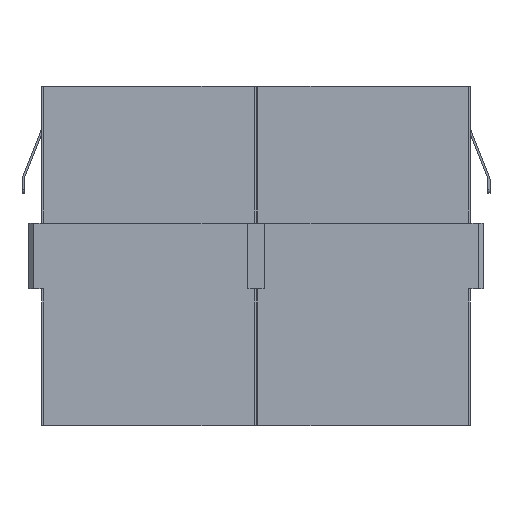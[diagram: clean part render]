
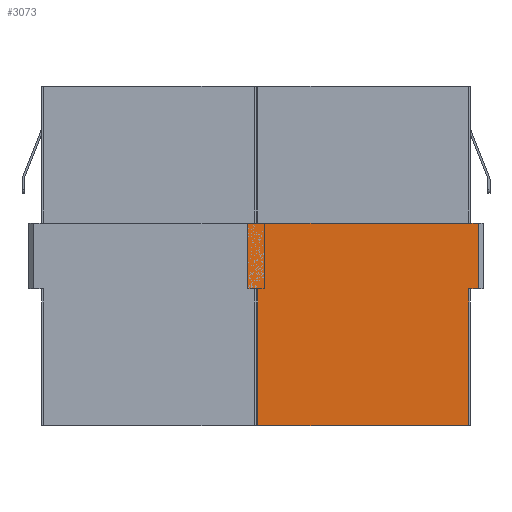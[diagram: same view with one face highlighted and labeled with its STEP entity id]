
A CAD part, left-side view. The second image highlights one B-rep face of the part: STEP entity #3073.
In plain terms, the highlighted planar face has unit normal (-1, 0, 0).
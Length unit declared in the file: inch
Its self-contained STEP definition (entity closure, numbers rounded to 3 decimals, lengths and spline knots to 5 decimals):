
#180 = ORIENTED_EDGE ( 'NONE', *, *, #8242, .T. ) ;
#573 = DIRECTION ( 'NONE',  ( 0., 1., 0. ) ) ;
#781 = ORIENTED_EDGE ( 'NONE', *, *, #3260, .T. ) ;
#1060 = CARTESIAN_POINT ( 'NONE',  ( -0.19291, -0.27571, 0. ) ) ;
#1096 = DIRECTION ( 'NONE',  ( 0., 0., -1. ) ) ;
#1225 = VERTEX_POINT ( 'NONE', #6448 ) ;
#1351 = VECTOR ( 'NONE', #14938, 39.37008 ) ;
#1371 = DIRECTION ( 'NONE',  ( 0., -1., 0. ) ) ;
#1510 = LINE ( 'NONE', #7128, #12903 ) ;
#1817 = VECTOR ( 'NONE', #573, 39.37008 ) ;
#1874 = ORIENTED_EDGE ( 'NONE', *, *, #11766, .T. ) ;
#2000 = VERTEX_POINT ( 'NONE', #14073 ) ;
#2001 = CARTESIAN_POINT ( 'NONE',  ( -0.19291, 0.27571, -0.15748 ) ) ;
#2012 = CARTESIAN_POINT ( 'NONE',  ( -0.19291, 0.25197, -0.48425 ) ) ;
#2082 = VERTEX_POINT ( 'NONE', #1060 ) ;
#2298 = ORIENTED_EDGE ( 'NONE', *, *, #10837, .T. ) ;
#2500 = VERTEX_POINT ( 'NONE', #6628 ) ;
#2553 = CARTESIAN_POINT ( 'NONE',  ( -0.19291, 0.27571, -0.15748 ) ) ;
#2696 = LINE ( 'NONE', #13370, #1817 ) ;
#2940 = LINE ( 'NONE', #13153, #7812 ) ;
#3033 = FACE_OUTER_BOUND ( 'NONE', #9579, .T. ) ;
#3073 = ADVANCED_FACE ( 'NONE', ( #3033 ), #5371, .T. ) ;
#3260 = EDGE_CURVE ( 'NONE', #2500, #2082, #1510, .T. ) ;
#3716 = LINE ( 'NONE', #4872, #14658 ) ;
#4094 = CARTESIAN_POINT ( 'NONE',  ( -0.19291, 0.41339, 0. ) ) ;
#4234 = ORIENTED_EDGE ( 'NONE', *, *, #14067, .T. ) ;
#4872 = CARTESIAN_POINT ( 'NONE',  ( -0.19291, 0.41339, 0. ) ) ;
#5289 = LINE ( 'NONE', #12445, #6065 ) ;
#5371 = PLANE ( 'NONE',  #7563 ) ;
#5987 = DIRECTION ( 'NONE',  ( 0., 0., 1. ) ) ;
#6065 = VECTOR ( 'NONE', #9927, 39.37008 ) ;
#6413 = LINE ( 'NONE', #13382, #11035 ) ;
#6448 = CARTESIAN_POINT ( 'NONE',  ( -0.19291, -0.25197, -0.48425 ) ) ;
#6628 = CARTESIAN_POINT ( 'NONE',  ( -0.19291, -0.27571, -0.15748 ) ) ;
#6657 = DIRECTION ( 'NONE',  ( 0., 1., 0. ) ) ;
#6715 = VECTOR ( 'NONE', #1371, 39.37008 ) ;
#6750 = DIRECTION ( 'NONE',  ( 0., -1., 0. ) ) ;
#6831 = EDGE_CURVE ( 'NONE', #13912, #9709, #3716, .T. ) ;
#7065 = EDGE_CURVE ( 'NONE', #9787, #7367, #8425, .T. ) ;
#7128 = CARTESIAN_POINT ( 'NONE',  ( -0.19291, -0.27571, 0. ) ) ;
#7138 = CARTESIAN_POINT ( 'NONE',  ( -0.19291, -0.25197, 0. ) ) ;
#7367 = VERTEX_POINT ( 'NONE', #10984 ) ;
#7563 = AXIS2_PLACEMENT_3D ( 'NONE', #4094, #14379, #11192 ) ;
#7589 = EDGE_CURVE ( 'NONE', #2082, #9709, #6413, .T. ) ;
#7661 = ORIENTED_EDGE ( 'NONE', *, *, #7065, .T. ) ;
#7812 = VECTOR ( 'NONE', #9619, 39.37008 ) ;
#7913 = VECTOR ( 'NONE', #6750, 39.37008 ) ;
#8242 = EDGE_CURVE ( 'NONE', #13597, #1225, #10303, .T. ) ;
#8425 = LINE ( 'NONE', #14216, #6715 ) ;
#9579 = EDGE_LOOP ( 'NONE', ( #12187, #10011, #2298, #7661, #4234, #180, #1874, #14708, #781, #13854 ) ) ;
#9619 = DIRECTION ( 'NONE',  ( 0., -1., 0. ) ) ;
#9709 = VERTEX_POINT ( 'NONE', #14595 ) ;
#9787 = VERTEX_POINT ( 'NONE', #2553 ) ;
#9927 = DIRECTION ( 'NONE',  ( 0., 0., -1. ) ) ;
#10000 = CARTESIAN_POINT ( 'NONE',  ( -0.19291, 0.41339, -0.48425 ) ) ;
#10011 = ORIENTED_EDGE ( 'NONE', *, *, #10495, .T. ) ;
#10303 = LINE ( 'NONE', #10000, #7913 ) ;
#10495 = EDGE_CURVE ( 'NONE', #13912, #2000, #2696, .T. ) ;
#10753 = VERTEX_POINT ( 'NONE', #12327 ) ;
#10837 = EDGE_CURVE ( 'NONE', #2000, #9787, #11505, .T. ) ;
#10984 = CARTESIAN_POINT ( 'NONE',  ( -0.19291, 0.25197, -0.15748 ) ) ;
#11035 = VECTOR ( 'NONE', #6657, 39.37008 ) ;
#11192 = DIRECTION ( 'NONE',  ( 0., 0., 1. ) ) ;
#11311 = VECTOR ( 'NONE', #1096, 39.37008 ) ;
#11505 = LINE ( 'NONE', #2001, #11311 ) ;
#11766 = EDGE_CURVE ( 'NONE', #1225, #10753, #12897, .T. ) ;
#12018 = CARTESIAN_POINT ( 'NONE',  ( -0.19291, 0.25197, 0. ) ) ;
#12187 = ORIENTED_EDGE ( 'NONE', *, *, #6831, .F. ) ;
#12327 = CARTESIAN_POINT ( 'NONE',  ( -0.19291, -0.25197, -0.15748 ) ) ;
#12445 = CARTESIAN_POINT ( 'NONE',  ( -0.19291, 0.25197, 0. ) ) ;
#12897 = LINE ( 'NONE', #7138, #1351 ) ;
#12903 = VECTOR ( 'NONE', #5987, 39.37008 ) ;
#13118 = DIRECTION ( 'NONE',  ( 0., -1., 0. ) ) ;
#13153 = CARTESIAN_POINT ( 'NONE',  ( -0.19291, 0.41339, -0.15748 ) ) ;
#13370 = CARTESIAN_POINT ( 'NONE',  ( -0.19291, 0.41339, 0. ) ) ;
#13382 = CARTESIAN_POINT ( 'NONE',  ( -0.19291, 0.41339, 0. ) ) ;
#13597 = VERTEX_POINT ( 'NONE', #2012 ) ;
#13854 = ORIENTED_EDGE ( 'NONE', *, *, #7589, .T. ) ;
#13912 = VERTEX_POINT ( 'NONE', #12018 ) ;
#14067 = EDGE_CURVE ( 'NONE', #7367, #13597, #5289, .T. ) ;
#14073 = CARTESIAN_POINT ( 'NONE',  ( -0.19291, 0.27571, 0. ) ) ;
#14216 = CARTESIAN_POINT ( 'NONE',  ( -0.19291, 0.41339, -0.15748 ) ) ;
#14379 = DIRECTION ( 'NONE',  ( -1., 0., 0. ) ) ;
#14595 = CARTESIAN_POINT ( 'NONE',  ( -0.19291, -0.25197, 0. ) ) ;
#14658 = VECTOR ( 'NONE', #13118, 39.37008 ) ;
#14708 = ORIENTED_EDGE ( 'NONE', *, *, #14930, .T. ) ;
#14930 = EDGE_CURVE ( 'NONE', #10753, #2500, #2940, .T. ) ;
#14938 = DIRECTION ( 'NONE',  ( 0., 0., 1. ) ) ;
